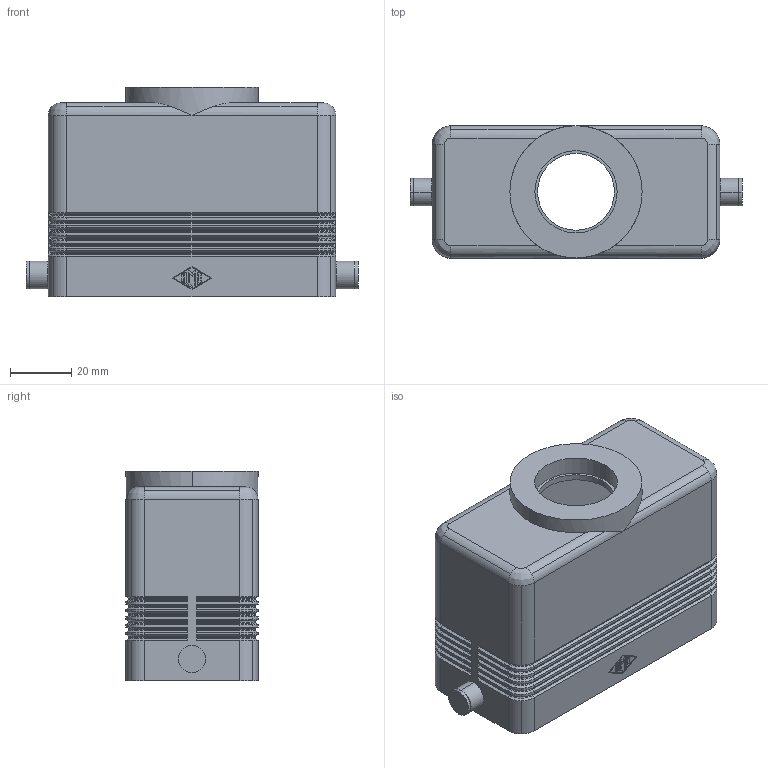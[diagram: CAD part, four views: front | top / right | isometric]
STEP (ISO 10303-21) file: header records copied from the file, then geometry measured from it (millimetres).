
FILE_DESCRIPTION((''),'2;1');
FILE_NAME('CMV 06 L.stp','2006-12-22T10:55:26',('gembarski'),(''),'Autodesk Inventor 7','Autodesk Inventor 7','');
FILE_SCHEMA(('AUTOMOTIVE_DESIGN { 1 0 10303 214 1 1 1 1 }'));
Length unit declared in the file: millimetre
Products named in the file (1): CMV 06 L
Bounding box: 108 x 43 x 68 mm (x, y, z)
Volume: 72505.3 mm3; surface area: 42037.6 mm2
Topology: 1 solids, 1 shells, 631 faces, 1521 edges, 908 vertices
Faces by surface type: cylinder 268, bspline 194, plane 145, cone 24
Entity records: 21180 total; most frequent: CARTESIAN_POINT 6759, DIRECTION 3035, ORIENTED_EDGE 3026, EDGE_CURVE 1513, AXIS2_PLACEMENT_3D 1092, VERTEX_POINT 908, VECTOR 851, LINE 851
